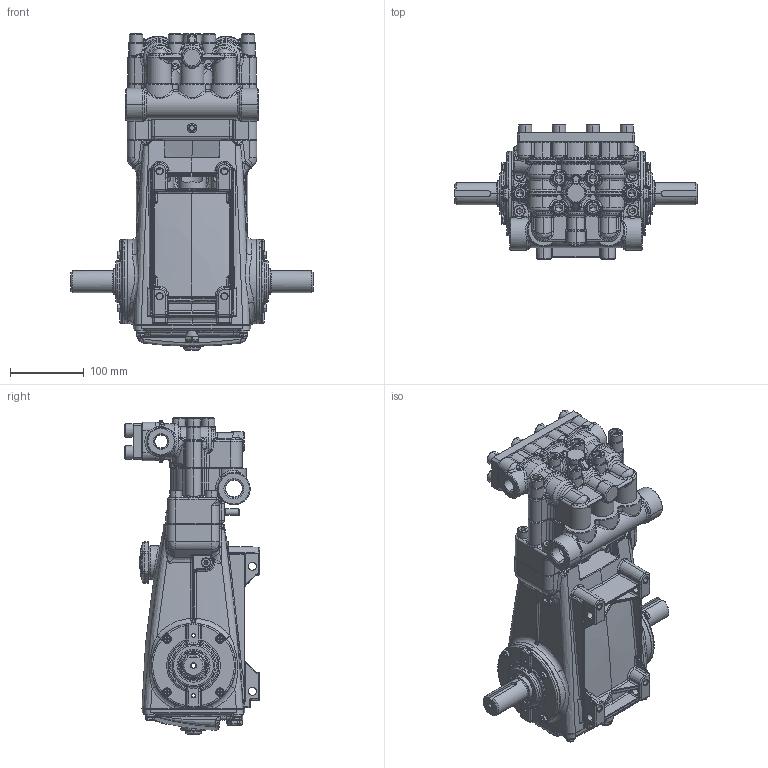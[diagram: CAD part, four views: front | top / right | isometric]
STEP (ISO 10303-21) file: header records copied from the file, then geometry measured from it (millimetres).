
FILE_DESCRIPTION (( 'STEP AP203' ), '1' );
FILE_NAME ('1580.STEP', '2015-04-14T11:53:30', ( 'IT' ), ( 'Microsoft' ), 'SwSTEP 2.0', 'SolidWorks 2015', '' );
FILE_SCHEMA (( 'CONFIG_CONTROL_DESIGN' ));
Products named in the file (1): 1580
Bounding box: 330 x 184 x 429.5 mm (x, y, z)
Surface area: 490006.5 mm2 (no closed solid volume)
Topology: 0 solids, 72 shells, 3042 faces, 8913 edges, 5559 vertices
Faces by surface type: bspline 891, plane 728, cylinder 690, cone 334, torus 299, sphere 100
Entity records: 137140 total; most frequent: CARTESIAN_POINT 65862, ORIENTED_EDGE 15065, DIRECTION 13540, EDGE_CURVE 8738, VERTEX_POINT 5551, AXIS2_PLACEMENT_3D 5453, CIRCLE 3302, EDGE_LOOP 3232
